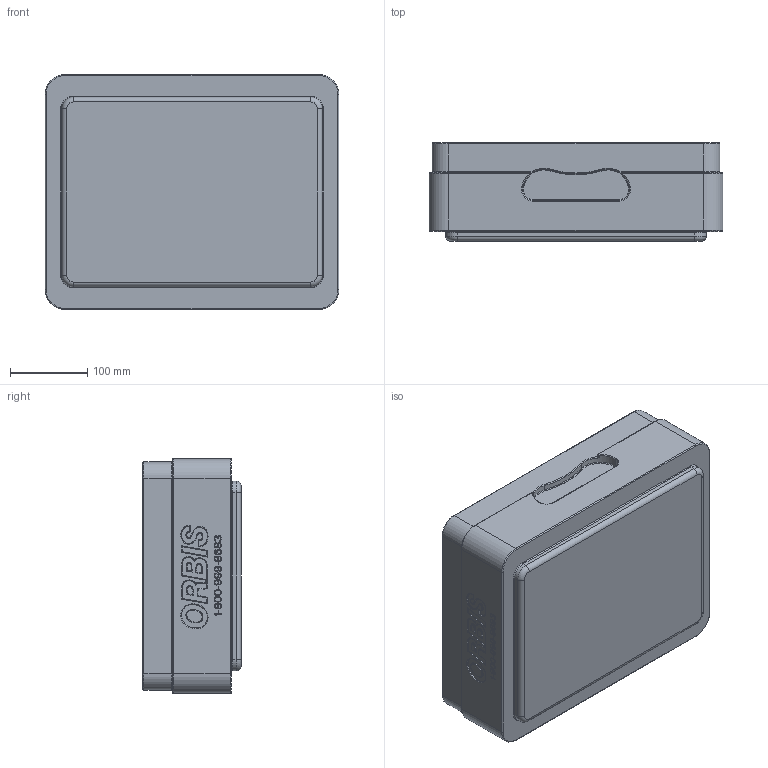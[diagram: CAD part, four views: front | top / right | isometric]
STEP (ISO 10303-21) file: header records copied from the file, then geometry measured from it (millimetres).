
FILE_DESCRIPTION((''),'2;1');
FILE_NAME('103540M_WSM','2025-06-20T11:58:03',('SYSTEM'),(''),'CREO PARAMETRIC BY PTC INC, 2023294','CREO PARAMETRIC BY PTC INC, 2023294','');
FILE_SCHEMA(('CONFIG_CONTROL_DESIGN'));
Products named in the file (1): 103540M_WSM
Bounding box: 379.73 x 127 x 303.53 mm (x, y, z)
Volume: 3436149.4 mm3; surface area: 528137.3 mm2
Topology: 1 solids, 1 shells, 1891 faces, 5120 edges, 3303 vertices
Faces by surface type: plane 1364, bspline 179, extrusion 150, cylinder 142, torus 56
Entity records: 66775 total; most frequent: CARTESIAN_POINT 21174, ORIENTED_EDGE 10240, DIRECTION 7960, EDGE_CURVE 5120, VECTOR 4302, LINE 4152, VERTEX_POINT 3303, EDGE_LOOP 1963
